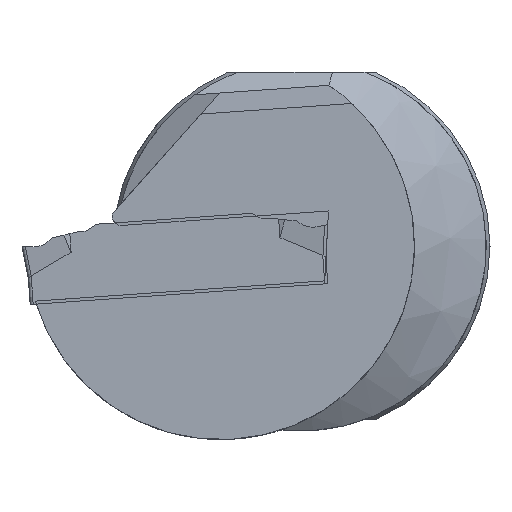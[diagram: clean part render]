
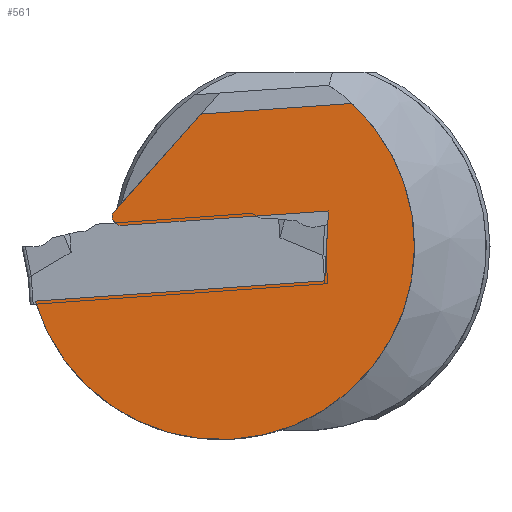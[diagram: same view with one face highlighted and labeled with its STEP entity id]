
A CAD part, left-side view. The second image highlights one B-rep face of the part: STEP entity #561.
In plain terms, the highlighted planar face has unit normal (-1, 0, 0).
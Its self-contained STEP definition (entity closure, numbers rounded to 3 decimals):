
#561=ADVANCED_FACE('',(#659),#609,.T.);
#609=PLANE('',#1611);
#659=FACE_OUTER_BOUND('',#717,.T.);
#717=EDGE_LOOP('',(#962,#963,#964,#965,#966,#967,#968));
#749=CIRCLE('',#1609,12.825);
#750=CIRCLE('',#1610,0.6);
#962=ORIENTED_EDGE('',*,*,#1288,.F.);
#963=ORIENTED_EDGE('',*,*,#1289,.F.);
#964=ORIENTED_EDGE('',*,*,#1290,.T.);
#965=ORIENTED_EDGE('',*,*,#1291,.T.);
#966=ORIENTED_EDGE('',*,*,#1292,.F.);
#967=ORIENTED_EDGE('',*,*,#1293,.F.);
#968=ORIENTED_EDGE('',*,*,#1294,.F.);
#1150=VERTEX_POINT('',#2281);
#1151=VERTEX_POINT('',#2282);
#1152=VERTEX_POINT('',#2284);
#1153=VERTEX_POINT('',#2286);
#1154=VERTEX_POINT('',#2288);
#1155=VERTEX_POINT('',#2290);
#1156=VERTEX_POINT('',#2292);
#1288=EDGE_CURVE('',#1150,#1151,#1415,.T.);
#1289=EDGE_CURVE('',#1152,#1150,#749,.T.);
#1290=EDGE_CURVE('',#1152,#1153,#1416,.T.);
#1291=EDGE_CURVE('',#1153,#1154,#1417,.T.);
#1292=EDGE_CURVE('',#1155,#1154,#750,.T.);
#1293=EDGE_CURVE('',#1156,#1155,#1418,.T.);
#1294=EDGE_CURVE('',#1151,#1156,#1419,.T.);
#1415=LINE('',#2280,#1518);
#1416=LINE('',#2285,#1519);
#1417=LINE('',#2287,#1520);
#1418=LINE('',#2291,#1521);
#1419=LINE('',#2293,#1522);
#1518=VECTOR('',#1842,1.);
#1519=VECTOR('',#1845,1.);
#1520=VECTOR('',#1846,1.);
#1521=VECTOR('',#1849,1.);
#1522=VECTOR('',#1850,1.);
#1609=AXIS2_PLACEMENT_3D('',#2283,#1843,#1844);
#1610=AXIS2_PLACEMENT_3D('',#2289,#1847,#1848);
#1611=AXIS2_PLACEMENT_3D('',#2294,#1851,#1852);
#1842=DIRECTION('',(0.,-0.998,0.07));
#1843=DIRECTION('',(1.,0.,0.));
#1844=DIRECTION('',(0.,0.,1.));
#1845=DIRECTION('',(0.,0.998,-0.07));
#1846=DIRECTION('',(0.,0.663,-0.749));
#1847=DIRECTION('',(1.,0.,0.));
#1848=DIRECTION('',(0.,0.,1.));
#1849=DIRECTION('',(0.,0.998,-0.07));
#1850=DIRECTION('',(0.,-0.052,0.999));
#1851=DIRECTION('',(-1.,0.,0.));
#1852=DIRECTION('',(0.,0.,1.));
#2280=CARTESIAN_POINT('',(0.2,-0.168,-2.404));
#2281=CARTESIAN_POINT('',(0.2,17.62,-3.648));
#2282=CARTESIAN_POINT('',(0.2,-1.555,-2.307));
#2283=CARTESIAN_POINT('',(0.2,5.325,0.));
#2284=CARTESIAN_POINT('',(0.2,-3.354,9.442));
#2285=CARTESIAN_POINT('',(0.2,0.641,9.162));
#2286=CARTESIAN_POINT('',(0.2,6.667,8.741));
#2287=CARTESIAN_POINT('',(0.2,8.078,7.147));
#2288=CARTESIAN_POINT('',(0.2,12.5,2.148));
#2289=CARTESIAN_POINT('',(0.2,11.929,1.963));
#2290=CARTESIAN_POINT('',(0.2,11.887,1.365));
#2291=CARTESIAN_POINT('',(0.2,0.153,2.185));
#2292=CARTESIAN_POINT('',(0.2,-1.798,2.322));
#2293=CARTESIAN_POINT('',(0.2,-1.672,-0.088));
#2294=CARTESIAN_POINT('',(0.2,0.,0.));
